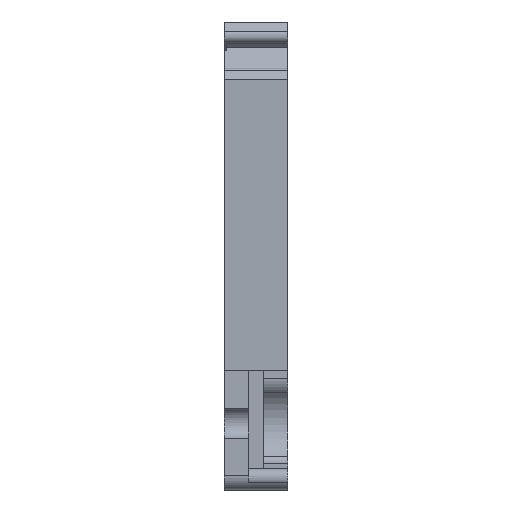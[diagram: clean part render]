
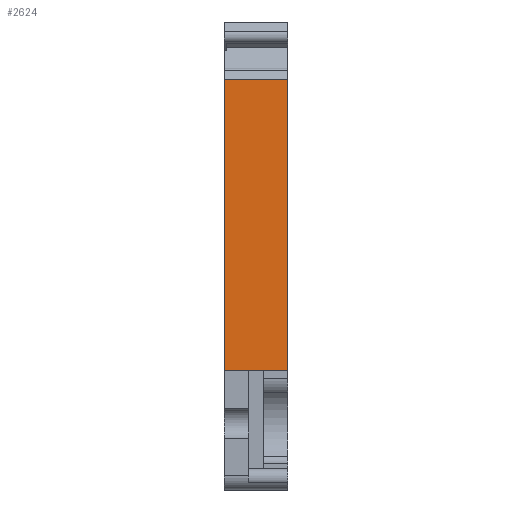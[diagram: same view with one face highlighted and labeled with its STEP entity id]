
A CAD part, left-side view. The second image highlights one B-rep face of the part: STEP entity #2624.
In plain terms, the highlighted planar face has unit normal (-1, 0, 0).
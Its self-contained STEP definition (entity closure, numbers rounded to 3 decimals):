
#150=LINE('',#3924,#458);
#221=LINE('',#4109,#529);
#242=LINE('',#4167,#550);
#243=LINE('',#4168,#551);
#458=VECTOR('',#3120,1000.);
#529=VECTOR('',#3267,1000.);
#550=VECTOR('',#3310,1000.);
#551=VECTOR('',#3311,1000.);
#957=ORIENTED_EDGE('',*,*,#1685,.T.);
#958=ORIENTED_EDGE('',*,*,#1654,.F.);
#959=ORIENTED_EDGE('',*,*,#1686,.F.);
#960=ORIENTED_EDGE('',*,*,#1560,.T.);
#1560=EDGE_CURVE('',#1937,#1936,#150,.T.);
#1654=EDGE_CURVE('',#2012,#2013,#221,.T.);
#1685=EDGE_CURVE('',#1936,#2013,#242,.T.);
#1686=EDGE_CURVE('',#1937,#2012,#243,.T.);
#1936=VERTEX_POINT('',#3923);
#1937=VERTEX_POINT('',#3925);
#2012=VERTEX_POINT('',#4108);
#2013=VERTEX_POINT('',#4110);
#2218=EDGE_LOOP('',(#957,#958,#959,#960));
#2372=FACE_BOUND('',#2218,.T.);
#2513=PLANE('',#2827);
#2624=ADVANCED_FACE('',(#2372),#2513,.T.);
#2827=AXIS2_PLACEMENT_3D('',#4166,#3308,#3309);
#3120=DIRECTION('',(0.,0.,-1.));
#3267=DIRECTION('',(0.,0.,-1.));
#3308=DIRECTION('',(-1.,0.,0.));
#3309=DIRECTION('',(0.,0.,1.));
#3310=DIRECTION('',(0.,-1.,0.));
#3311=DIRECTION('',(0.,-1.,0.));
#3923=CARTESIAN_POINT('',(-20.,6.7,-12.));
#3924=CARTESIAN_POINT('',(-20.,6.7,24.5));
#3925=CARTESIAN_POINT('',(-20.,6.7,18.501));
#4108=CARTESIAN_POINT('',(-20.,0.,18.501));
#4109=CARTESIAN_POINT('',(-20.,0.,24.5));
#4110=CARTESIAN_POINT('',(-20.,0.,-12.));
#4166=CARTESIAN_POINT('',(-20.,6.7,24.5));
#4167=CARTESIAN_POINT('',(-20.,6.7,-12.));
#4168=CARTESIAN_POINT('',(-20.,6.7,18.501));
